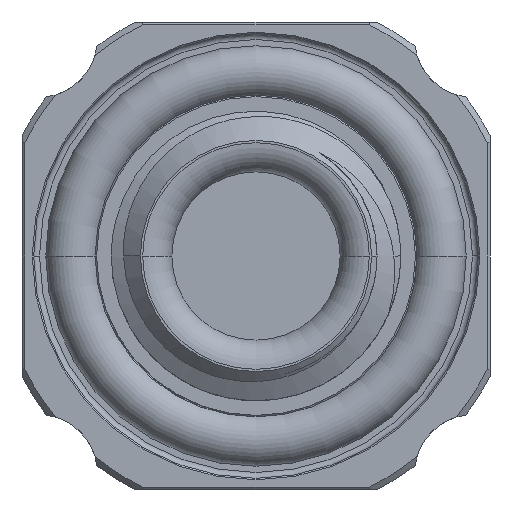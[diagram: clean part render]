
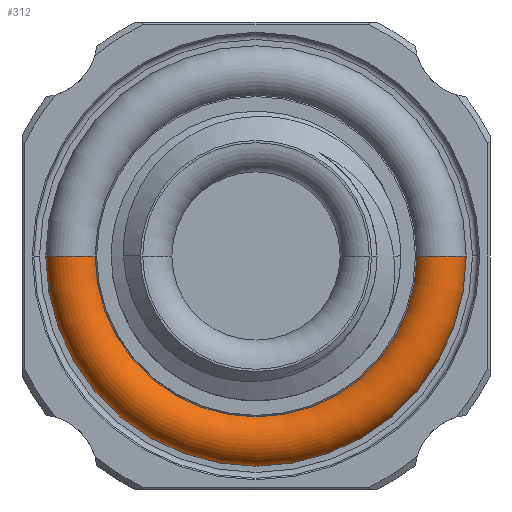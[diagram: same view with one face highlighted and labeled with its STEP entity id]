
A CAD part, front view. The second image highlights one B-rep face of the part: STEP entity #312.
In plain terms, the highlighted toroidal (fillet/blend) face has major radius 6.299 mm and minor radius 0.889 mm.
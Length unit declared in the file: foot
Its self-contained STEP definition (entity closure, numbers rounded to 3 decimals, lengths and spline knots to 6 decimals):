
#312 = ADVANCED_FACE ( 'NONE', ( #1711 ), #318, .T. ) ;
#318 = TOROIDAL_SURFACE ( 'NONE', #1337, 0.020667, 0.002917 ) ;
#514 = CARTESIAN_POINT ( 'NONE',  ( 0., 0.066867, 0. ) ) ;
#1044 = CIRCLE ( 'NONE', #6624, 0.023583 ) ;
#1126 = CARTESIAN_POINT ( 'NONE',  ( 0., 0.066867, 0. ) ) ;
#1337 = AXIS2_PLACEMENT_3D ( 'NONE', #514, #2420, #5105 ) ;
#1443 = EDGE_CURVE ( 'NONE', #2541, #5452, #3374, .T. ) ;
#1668 = CARTESIAN_POINT ( 'NONE',  ( 0.01775, 0.066867, 0. ) ) ;
#1711 = FACE_OUTER_BOUND ( 'NONE', #6069, .T. ) ;
#1892 = EDGE_CURVE ( 'NONE', #4646, #5452, #8691, .T. ) ;
#2275 = AXIS2_PLACEMENT_3D ( 'NONE', #2754, #5479, #8195 ) ;
#2400 = DIRECTION ( 'NONE',  ( 0., 0., 1. ) ) ;
#2420 = DIRECTION ( 'NONE',  ( 0., -1., 0. ) ) ;
#2541 = VERTEX_POINT ( 'NONE', #6820 ) ;
#2574 = ORIENTED_EDGE ( 'NONE', *, *, #1892, .T. ) ;
#2754 = CARTESIAN_POINT ( 'NONE',  ( 0.020667, 0.066867, 0. ) ) ;
#2979 = DIRECTION ( 'NONE',  ( 1., 0., 0. ) ) ;
#3120 = EDGE_CURVE ( 'NONE', #6875, #2541, #7702, .T. ) ;
#3374 = CIRCLE ( 'NONE', #8508, 0.01775 ) ;
#3696 = DIRECTION ( 'NONE',  ( 0., -1., 0. ) ) ;
#4385 = EDGE_CURVE ( 'NONE', #6875, #4646, #1044, .T. ) ;
#4646 = VERTEX_POINT ( 'NONE', #8607 ) ;
#4721 = ORIENTED_EDGE ( 'NONE', *, *, #4385, .T. ) ;
#5105 = DIRECTION ( 'NONE',  ( 1., 0., 0. ) ) ;
#5156 = AXIS2_PLACEMENT_3D ( 'NONE', #5229, #2400, #2979 ) ;
#5229 = CARTESIAN_POINT ( 'NONE',  ( -0.020667, 0.066867, 0. ) ) ;
#5452 = VERTEX_POINT ( 'NONE', #1668 ) ;
#5479 = DIRECTION ( 'NONE',  ( 0., 0., -1. ) ) ;
#5903 = DIRECTION ( 'NONE',  ( 0., -1., 0. ) ) ;
#6069 = EDGE_LOOP ( 'NONE', ( #6410, #4721, #2574, #7628 ) ) ;
#6389 = DIRECTION ( 'NONE',  ( 0., 0., -1. ) ) ;
#6410 = ORIENTED_EDGE ( 'NONE', *, *, #3120, .F. ) ;
#6494 = DIRECTION ( 'NONE',  ( 0., 0., -1. ) ) ;
#6624 = AXIS2_PLACEMENT_3D ( 'NONE', #7841, #3696, #6389 ) ;
#6820 = CARTESIAN_POINT ( 'NONE',  ( -0.01775, 0.066867, 0. ) ) ;
#6875 = VERTEX_POINT ( 'NONE', #7596 ) ;
#7596 = CARTESIAN_POINT ( 'NONE',  ( -0.023583, 0.066867, 0. ) ) ;
#7628 = ORIENTED_EDGE ( 'NONE', *, *, #1443, .F. ) ;
#7702 = CIRCLE ( 'NONE', #5156, 0.002917 ) ;
#7841 = CARTESIAN_POINT ( 'NONE',  ( 0., 0.066867, 0. ) ) ;
#8195 = DIRECTION ( 'NONE',  ( 0., 1., 0. ) ) ;
#8508 = AXIS2_PLACEMENT_3D ( 'NONE', #1126, #5903, #6494 ) ;
#8607 = CARTESIAN_POINT ( 'NONE',  ( 0.023583, 0.066867, 0. ) ) ;
#8691 = CIRCLE ( 'NONE', #2275, 0.002917 ) ;
